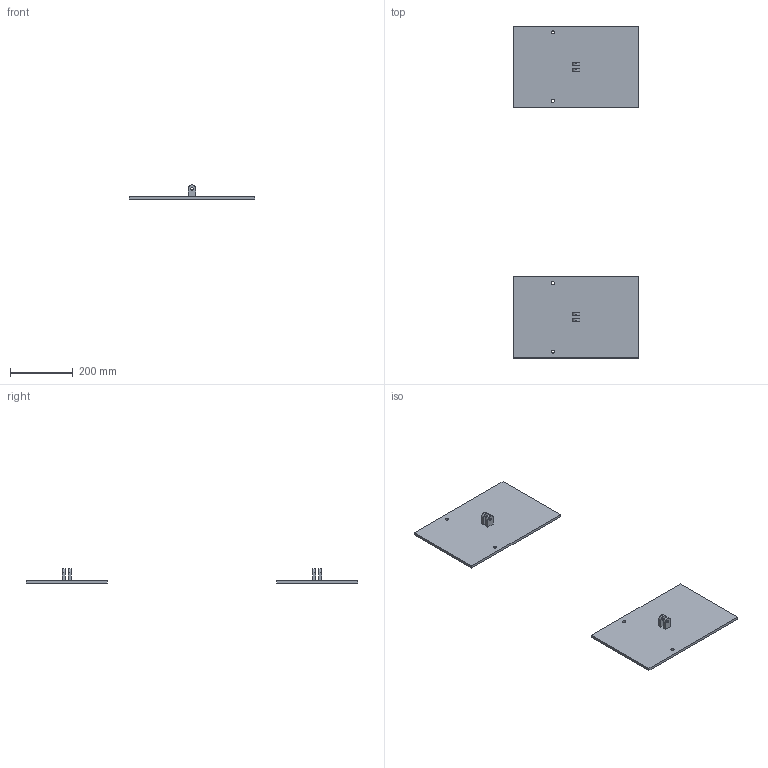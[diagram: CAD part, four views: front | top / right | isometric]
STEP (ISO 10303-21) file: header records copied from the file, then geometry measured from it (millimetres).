
FILE_DESCRIPTION(('Open CASCADE Model'),'2;1');
FILE_NAME('Open CASCADE Shape Model','2023-12-03T22:46:40',('Author'),( 'Open CASCADE'),'Open CASCADE STEP processor 7.7','Open CASCADE 7.7' ,'Unknown');
FILE_SCHEMA(('AUTOMOTIVE_DESIGN { 1 0 10303 214 1 1 1 1 }'));
Length unit declared in the file: millimetre
Products named in the file (4): Open CASCADE STEP translator 7.7 10; Open CASCADE STEP translator 7.7 10.1; Open CASCADE STEP translator 7.7 10.1.1; Open CASCADE STEP translator 7.7 10.1.2
Assembly tree (3 placements, depth 3):
  Open CASCADE STEP translator 7.7 10
    Open CASCADE STEP translator 7.7 10.1
      Open CASCADE STEP translator 7.7 10.1.1
      Open CASCADE STEP translator 7.7 10.1.2
Bounding box: 400.5 x 1059 x 45.05 mm (x, y, z)
Volume: 1748541.7 mm3; surface area: 446801.3 mm2
Topology: 2 solids, 2 shells, 48 faces, 120 edges, 80 vertices
Faces by surface type: plane 32, cylinder 16
Full cylindrical faces by diameter (mm): 8.144 x4, 10 x4
Entity records: 3150 total; most frequent: CARTESIAN_POINT 612, DIRECTION 476, LINE 296, VECTOR 296, ORIENTED_EDGE 240, PCURVE 240, DEFINITIONAL_REPRESENTATION 240, EDGE_CURVE 120
